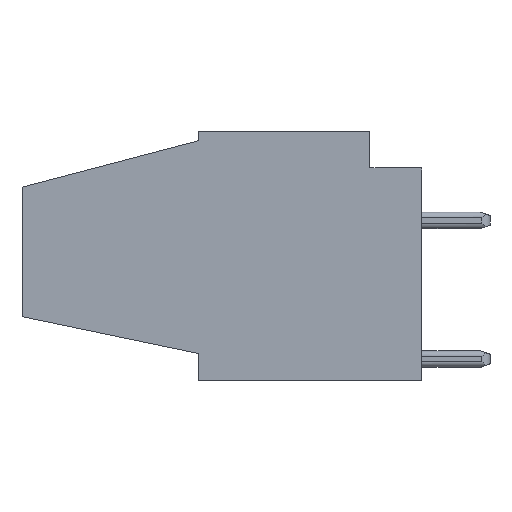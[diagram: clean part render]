
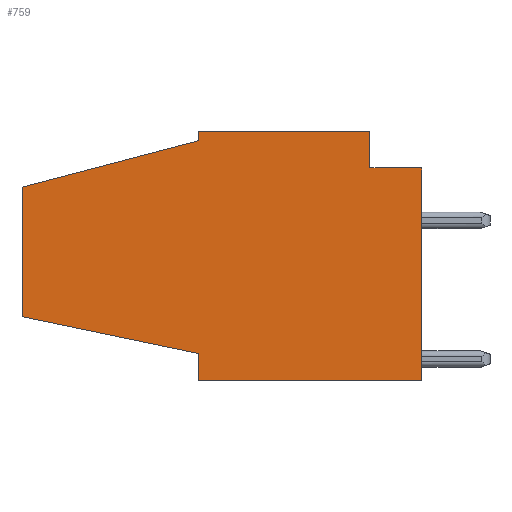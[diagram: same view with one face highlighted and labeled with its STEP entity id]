
A CAD part, left-side view. The second image highlights one B-rep face of the part: STEP entity #759.
In plain terms, the highlighted planar face has unit normal (-1, 0, 0).
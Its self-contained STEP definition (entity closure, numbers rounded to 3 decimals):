
#759 = ADVANCED_FACE( '', ( #1489 ), #1490, .F. );
#1489 = FACE_OUTER_BOUND( '', #2203, .T. );
#1490 = PLANE( '', #2204 );
#2203 = EDGE_LOOP( '', ( #4394, #4395, #4396, #4397, #4398, #4399, #4400, #4401, #4402, #4403 ) );
#2204 = AXIS2_PLACEMENT_3D( '', #4404, #4405, #4406 );
#4394 = ORIENTED_EDGE( '', *, *, #5283, .F. );
#4395 = ORIENTED_EDGE( '', *, *, #5055, .F. );
#4396 = ORIENTED_EDGE( '', *, *, #5262, .T. );
#4397 = ORIENTED_EDGE( '', *, *, #4907, .T. );
#4398 = ORIENTED_EDGE( '', *, *, #4625, .T. );
#4399 = ORIENTED_EDGE( '', *, *, #5374, .T. );
#4400 = ORIENTED_EDGE( '', *, *, #4617, .F. );
#4401 = ORIENTED_EDGE( '', *, *, #5193, .T. );
#4402 = ORIENTED_EDGE( '', *, *, #5155, .F. );
#4403 = ORIENTED_EDGE( '', *, *, #5367, .F. );
#4404 = CARTESIAN_POINT( '', ( 0., 51.003, -17.43 ) );
#4405 = DIRECTION( '', ( 1., 0., 0. ) );
#4406 = DIRECTION( '', ( 0., -1., 0. ) );
#4617 = EDGE_CURVE( '', #5604, #5606, #5607, .T. );
#4625 = EDGE_CURVE( '', #5611, #5619, #5621, .T. );
#4907 = EDGE_CURVE( '', #6094, #5611, #6095, .T. );
#5055 = EDGE_CURVE( '', #6312, #6314, #6315, .T. );
#5155 = EDGE_CURVE( '', #6450, #6440, #6452, .T. );
#5193 = EDGE_CURVE( '', #5604, #6440, #6503, .T. );
#5262 = EDGE_CURVE( '', #6312, #6094, #6590, .T. );
#5283 = EDGE_CURVE( '', #6314, #6615, #6616, .T. );
#5367 = EDGE_CURVE( '', #6615, #6450, #6712, .T. );
#5374 = EDGE_CURVE( '', #5619, #5606, #6719, .T. );
#5604 = VERTEX_POINT( '', #7066 );
#5606 = VERTEX_POINT( '', #7069 );
#5607 = LINE( '', #7070, #7071 );
#5611 = VERTEX_POINT( '', #7076 );
#5619 = VERTEX_POINT( '', #7087 );
#5621 = LINE( '', #7090, #7091 );
#6094 = VERTEX_POINT( '', #7910 );
#6095 = LINE( '', #7911, #7912 );
#6312 = VERTEX_POINT( '', #8231 );
#6314 = VERTEX_POINT( '', #8234 );
#6315 = LINE( '', #8235, #8236 );
#6440 = VERTEX_POINT( '', #8431 );
#6450 = VERTEX_POINT( '', #8446 );
#6452 = LINE( '', #8449, #8450 );
#6503 = LINE( '', #8523, #8524 );
#6590 = LINE( '', #8680, #8681 );
#6615 = VERTEX_POINT( '', #8721 );
#6616 = LINE( '', #8722, #8723 );
#6712 = LINE( '', #8866, #8867 );
#6719 = LINE( '', #8875, #8876 );
#7066 = CARTESIAN_POINT( '', ( 0., 16.4, -15.6 ) );
#7069 = CARTESIAN_POINT( '', ( 0., 16.4, -13.6 ) );
#7070 = CARTESIAN_POINT( '', ( 0., 16.4, -9.056 ) );
#7071 = VECTOR( '', #9041, 1000. );
#7076 = CARTESIAN_POINT( '', ( 0., 29.3, -1.4 ) );
#7087 = CARTESIAN_POINT( '', ( 0., 29.3, -10.9 ) );
#7090 = CARTESIAN_POINT( '', ( 0., 29.3, -9.056 ) );
#7091 = VECTOR( '', #9050, 1000. );
#7910 = CARTESIAN_POINT( '', ( 0., 16.4, 2. ) );
#7911 = CARTESIAN_POINT( '', ( 0., 7.836, 4.257 ) );
#7912 = VECTOR( '', #9325, 1000. );
#8231 = CARTESIAN_POINT( '', ( 0., 16.4, 2.7 ) );
#8234 = CARTESIAN_POINT( '', ( 0., 3.8, 2.7 ) );
#8235 = CARTESIAN_POINT( '', ( 0., 7.836, 2.7 ) );
#8236 = VECTOR( '', #9450, 1000. );
#8431 = CARTESIAN_POINT( '', ( 0., 0., -15.6 ) );
#8446 = CARTESIAN_POINT( '', ( 0., 0., 0. ) );
#8449 = CARTESIAN_POINT( '', ( 0., 0., -9.056 ) );
#8450 = VECTOR( '', #9548, 1000. );
#8523 = CARTESIAN_POINT( '', ( 0., 7.836, -15.6 ) );
#8524 = VECTOR( '', #9583, 1000. );
#8680 = CARTESIAN_POINT( '', ( 0., 16.4, -9.056 ) );
#8681 = VECTOR( '', #9635, 1000. );
#8721 = CARTESIAN_POINT( '', ( 0., 3.8, 0. ) );
#8722 = CARTESIAN_POINT( '', ( 0., 3.8, -9.056 ) );
#8723 = VECTOR( '', #9651, 1000. );
#8866 = CARTESIAN_POINT( '', ( 0., 7.836, 0. ) );
#8867 = VECTOR( '', #9714, 1000. );
#8875 = CARTESIAN_POINT( '', ( 0., 7.836, -15.393 ) );
#8876 = VECTOR( '', #9716, 1000. );
#9041 = DIRECTION( '', ( 0., 0., 1. ) );
#9050 = DIRECTION( '', ( 0., 0., -1. ) );
#9325 = DIRECTION( '', ( 0., 0.967, -0.255 ) );
#9450 = DIRECTION( '', ( 0., -1., 0. ) );
#9548 = DIRECTION( '', ( 0., 0., -1. ) );
#9583 = DIRECTION( '', ( 0., -1., 0. ) );
#9635 = DIRECTION( '', ( 0., 0., -1. ) );
#9651 = DIRECTION( '', ( 0., 0., -1. ) );
#9714 = DIRECTION( '', ( 0., -1., 0. ) );
#9716 = DIRECTION( '', ( 0., -0.979, -0.205 ) );
